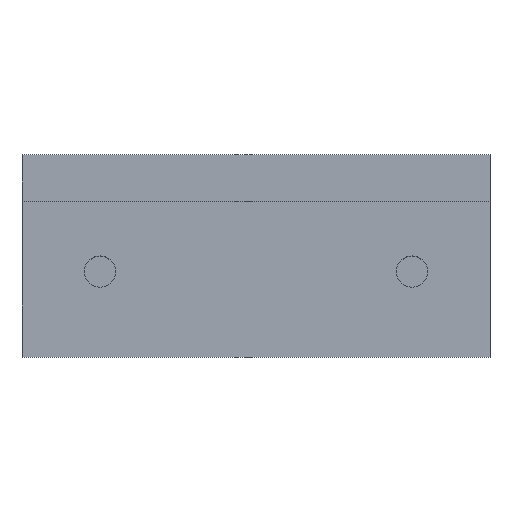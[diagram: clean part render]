
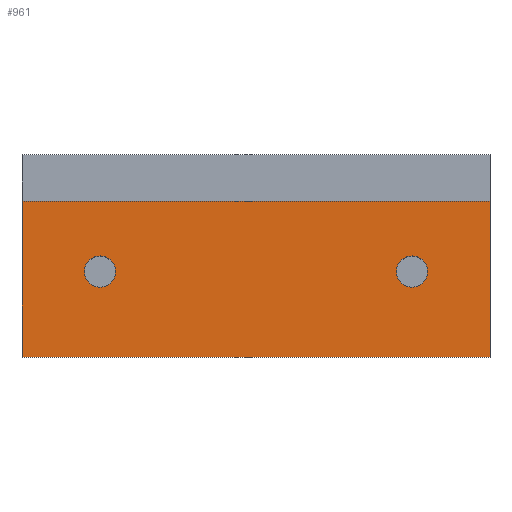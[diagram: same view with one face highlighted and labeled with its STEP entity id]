
A CAD part, top view. The second image highlights one B-rep face of the part: STEP entity #961.
In plain terms, the highlighted planar face has unit normal (0, 0, 1).
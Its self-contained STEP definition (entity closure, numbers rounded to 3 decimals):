
#201 = VERTEX_POINT('',#202);
#202 = CARTESIAN_POINT('',(-15.,29.5,152.7));
#216 = PLANE('',#217);
#217 = AXIS2_PLACEMENT_3D('',#218,#219,#220);
#218 = CARTESIAN_POINT('',(-15.,29.5,142.7));
#219 = DIRECTION('',(-1.,0.,0.));
#220 = DIRECTION('',(0.,0.,1.));
#242 = PLANE('',#243);
#243 = AXIS2_PLACEMENT_3D('',#244,#245,#246);
#244 = CARTESIAN_POINT('',(15.,32.5,152.7));
#245 = DIRECTION('',(0.,0.,1.));
#246 = DIRECTION('',(-1.,0.,0.));
#391 = VERTEX_POINT('',#392);
#392 = CARTESIAN_POINT('',(15.,29.5,152.7));
#406 = PLANE('',#407);
#407 = AXIS2_PLACEMENT_3D('',#408,#409,#410);
#408 = CARTESIAN_POINT('',(15.,29.5,142.7));
#409 = DIRECTION('',(-1.,0.,0.));
#410 = DIRECTION('',(0.,0.,1.));
#578 = EDGE_CURVE('',#391,#201,#579,.T.);
#579 = SURFACE_CURVE('',#580,(#584,#591),.PCURVE_S1.);
#580 = LINE('',#581,#582);
#581 = CARTESIAN_POINT('',(15.,29.5,152.7));
#582 = VECTOR('',#583,1.);
#583 = DIRECTION('',(-1.,0.,0.));
#584 = PCURVE('',#242,#585);
#585 = DEFINITIONAL_REPRESENTATION('',(#586),#590);
#586 = LINE('',#587,#588);
#587 = CARTESIAN_POINT('',(0.,3.));
#588 = VECTOR('',#589,1.);
#589 = DIRECTION('',(1.,0.));
#590 = ( GEOMETRIC_REPRESENTATION_CONTEXT(2) 
PARAMETRIC_REPRESENTATION_CONTEXT() REPRESENTATION_CONTEXT('2D SPACE',''
  ) );
#591 = PCURVE('',#592,#597);
#592 = PLANE('',#593);
#593 = AXIS2_PLACEMENT_3D('',#594,#595,#596);
#594 = CARTESIAN_POINT('',(15.,29.5,152.7));
#595 = DIRECTION('',(0.,0.,1.));
#596 = DIRECTION('',(-1.,0.,0.));
#597 = DEFINITIONAL_REPRESENTATION('',(#598),#602);
#598 = LINE('',#599,#600);
#599 = CARTESIAN_POINT('',(0.,0.));
#600 = VECTOR('',#601,1.);
#601 = DIRECTION('',(1.,0.));
#602 = ( GEOMETRIC_REPRESENTATION_CONTEXT(2) 
PARAMETRIC_REPRESENTATION_CONTEXT() REPRESENTATION_CONTEXT('2D SPACE',''
  ) );
#667 = VERTEX_POINT('',#668);
#668 = CARTESIAN_POINT('',(-15.,19.5,152.7));
#682 = PLANE('',#683);
#683 = AXIS2_PLACEMENT_3D('',#684,#685,#686);
#684 = CARTESIAN_POINT('',(15.,19.5,142.7));
#685 = DIRECTION('',(0.,-1.,0.));
#686 = DIRECTION('',(0.,0.,1.));
#694 = EDGE_CURVE('',#201,#667,#695,.T.);
#695 = SURFACE_CURVE('',#696,(#700,#707),.PCURVE_S1.);
#696 = LINE('',#697,#698);
#697 = CARTESIAN_POINT('',(-15.,29.5,152.7));
#698 = VECTOR('',#699,1.);
#699 = DIRECTION('',(0.,-1.,0.));
#700 = PCURVE('',#216,#701);
#701 = DEFINITIONAL_REPRESENTATION('',(#702),#706);
#702 = LINE('',#703,#704);
#703 = CARTESIAN_POINT('',(10.,0.));
#704 = VECTOR('',#705,1.);
#705 = DIRECTION('',(0.,-1.));
#706 = ( GEOMETRIC_REPRESENTATION_CONTEXT(2) 
PARAMETRIC_REPRESENTATION_CONTEXT() REPRESENTATION_CONTEXT('2D SPACE',''
  ) );
#707 = PCURVE('',#592,#708);
#708 = DEFINITIONAL_REPRESENTATION('',(#709),#713);
#709 = LINE('',#710,#711);
#710 = CARTESIAN_POINT('',(30.,0.));
#711 = VECTOR('',#712,1.);
#712 = DIRECTION('',(0.,1.));
#713 = ( GEOMETRIC_REPRESENTATION_CONTEXT(2) 
PARAMETRIC_REPRESENTATION_CONTEXT() REPRESENTATION_CONTEXT('2D SPACE',''
  ) );
#862 = VERTEX_POINT('',#863);
#863 = CARTESIAN_POINT('',(15.,19.5,152.7));
#884 = EDGE_CURVE('',#391,#862,#885,.T.);
#885 = SURFACE_CURVE('',#886,(#890,#897),.PCURVE_S1.);
#886 = LINE('',#887,#888);
#887 = CARTESIAN_POINT('',(15.,29.5,152.7));
#888 = VECTOR('',#889,1.);
#889 = DIRECTION('',(0.,-1.,0.));
#890 = PCURVE('',#406,#891);
#891 = DEFINITIONAL_REPRESENTATION('',(#892),#896);
#892 = LINE('',#893,#894);
#893 = CARTESIAN_POINT('',(10.,0.));
#894 = VECTOR('',#895,1.);
#895 = DIRECTION('',(0.,-1.));
#896 = ( GEOMETRIC_REPRESENTATION_CONTEXT(2) 
PARAMETRIC_REPRESENTATION_CONTEXT() REPRESENTATION_CONTEXT('2D SPACE',''
  ) );
#897 = PCURVE('',#592,#898);
#898 = DEFINITIONAL_REPRESENTATION('',(#899),#903);
#899 = LINE('',#900,#901);
#900 = CARTESIAN_POINT('',(0.,0.));
#901 = VECTOR('',#902,1.);
#902 = DIRECTION('',(0.,1.));
#903 = ( GEOMETRIC_REPRESENTATION_CONTEXT(2) 
PARAMETRIC_REPRESENTATION_CONTEXT() REPRESENTATION_CONTEXT('2D SPACE',''
  ) );
#961 = ADVANCED_FACE('',(#962,#988,#1019),#592,.T.);
#962 = FACE_BOUND('',#963,.T.);
#963 = EDGE_LOOP('',(#964,#965,#966,#967));
#964 = ORIENTED_EDGE('',*,*,#884,.F.);
#965 = ORIENTED_EDGE('',*,*,#578,.T.);
#966 = ORIENTED_EDGE('',*,*,#694,.T.);
#967 = ORIENTED_EDGE('',*,*,#968,.F.);
#968 = EDGE_CURVE('',#862,#667,#969,.T.);
#969 = SURFACE_CURVE('',#970,(#974,#981),.PCURVE_S1.);
#970 = LINE('',#971,#972);
#971 = CARTESIAN_POINT('',(15.,19.5,152.7));
#972 = VECTOR('',#973,1.);
#973 = DIRECTION('',(-1.,0.,0.));
#974 = PCURVE('',#592,#975);
#975 = DEFINITIONAL_REPRESENTATION('',(#976),#980);
#976 = LINE('',#977,#978);
#977 = CARTESIAN_POINT('',(0.,10.));
#978 = VECTOR('',#979,1.);
#979 = DIRECTION('',(1.,0.));
#980 = ( GEOMETRIC_REPRESENTATION_CONTEXT(2) 
PARAMETRIC_REPRESENTATION_CONTEXT() REPRESENTATION_CONTEXT('2D SPACE',''
  ) );
#981 = PCURVE('',#682,#982);
#982 = DEFINITIONAL_REPRESENTATION('',(#983),#987);
#983 = LINE('',#984,#985);
#984 = CARTESIAN_POINT('',(10.,0.));
#985 = VECTOR('',#986,1.);
#986 = DIRECTION('',(0.,1.));
#987 = ( GEOMETRIC_REPRESENTATION_CONTEXT(2) 
PARAMETRIC_REPRESENTATION_CONTEXT() REPRESENTATION_CONTEXT('2D SPACE',''
  ) );
#988 = FACE_BOUND('',#989,.T.);
#989 = EDGE_LOOP('',(#990));
#990 = ORIENTED_EDGE('',*,*,#991,.F.);
#991 = EDGE_CURVE('',#992,#992,#994,.T.);
#992 = VERTEX_POINT('',#993);
#993 = CARTESIAN_POINT('',(-9.,25.,152.7));
#994 = SURFACE_CURVE('',#995,(#1000,#1007),.PCURVE_S1.);
#995 = CIRCLE('',#996,1.);
#996 = AXIS2_PLACEMENT_3D('',#997,#998,#999);
#997 = CARTESIAN_POINT('',(-10.,25.,152.7));
#998 = DIRECTION('',(0.,0.,1.));
#999 = DIRECTION('',(1.,0.,0.));
#1000 = PCURVE('',#592,#1001);
#1001 = DEFINITIONAL_REPRESENTATION('',(#1002),#1006);
#1002 = CIRCLE('',#1003,1.);
#1003 = AXIS2_PLACEMENT_2D('',#1004,#1005);
#1004 = CARTESIAN_POINT('',(25.,4.5));
#1005 = DIRECTION('',(-1.,0.));
#1006 = ( GEOMETRIC_REPRESENTATION_CONTEXT(2) 
PARAMETRIC_REPRESENTATION_CONTEXT() REPRESENTATION_CONTEXT('2D SPACE',''
  ) );
#1007 = PCURVE('',#1008,#1013);
#1008 = CYLINDRICAL_SURFACE('',#1009,1.);
#1009 = AXIS2_PLACEMENT_3D('',#1010,#1011,#1012);
#1010 = CARTESIAN_POINT('',(-10.,25.,144.7));
#1011 = DIRECTION('',(0.,0.,1.));
#1012 = DIRECTION('',(1.,0.,0.));
#1013 = DEFINITIONAL_REPRESENTATION('',(#1014),#1018);
#1014 = LINE('',#1015,#1016);
#1015 = CARTESIAN_POINT('',(0.,8.));
#1016 = VECTOR('',#1017,1.);
#1017 = DIRECTION('',(1.,0.));
#1018 = ( GEOMETRIC_REPRESENTATION_CONTEXT(2) 
PARAMETRIC_REPRESENTATION_CONTEXT() REPRESENTATION_CONTEXT('2D SPACE',''
  ) );
#1019 = FACE_BOUND('',#1020,.T.);
#1020 = EDGE_LOOP('',(#1021));
#1021 = ORIENTED_EDGE('',*,*,#1022,.F.);
#1022 = EDGE_CURVE('',#1023,#1023,#1025,.T.);
#1023 = VERTEX_POINT('',#1024);
#1024 = CARTESIAN_POINT('',(11.,25.,152.7));
#1025 = SURFACE_CURVE('',#1026,(#1031,#1038),.PCURVE_S1.);
#1026 = CIRCLE('',#1027,1.);
#1027 = AXIS2_PLACEMENT_3D('',#1028,#1029,#1030);
#1028 = CARTESIAN_POINT('',(10.,25.,152.7));
#1029 = DIRECTION('',(0.,0.,1.));
#1030 = DIRECTION('',(1.,0.,0.));
#1031 = PCURVE('',#592,#1032);
#1032 = DEFINITIONAL_REPRESENTATION('',(#1033),#1037);
#1033 = CIRCLE('',#1034,1.);
#1034 = AXIS2_PLACEMENT_2D('',#1035,#1036);
#1035 = CARTESIAN_POINT('',(5.,4.5));
#1036 = DIRECTION('',(-1.,0.));
#1037 = ( GEOMETRIC_REPRESENTATION_CONTEXT(2) 
PARAMETRIC_REPRESENTATION_CONTEXT() REPRESENTATION_CONTEXT('2D SPACE',''
  ) );
#1038 = PCURVE('',#1039,#1044);
#1039 = CYLINDRICAL_SURFACE('',#1040,1.);
#1040 = AXIS2_PLACEMENT_3D('',#1041,#1042,#1043);
#1041 = CARTESIAN_POINT('',(10.,25.,144.7));
#1042 = DIRECTION('',(0.,0.,1.));
#1043 = DIRECTION('',(1.,0.,0.));
#1044 = DEFINITIONAL_REPRESENTATION('',(#1045),#1049);
#1045 = LINE('',#1046,#1047);
#1046 = CARTESIAN_POINT('',(0.,8.));
#1047 = VECTOR('',#1048,1.);
#1048 = DIRECTION('',(1.,0.));
#1049 = ( GEOMETRIC_REPRESENTATION_CONTEXT(2) 
PARAMETRIC_REPRESENTATION_CONTEXT() REPRESENTATION_CONTEXT('2D SPACE',''
  ) );
